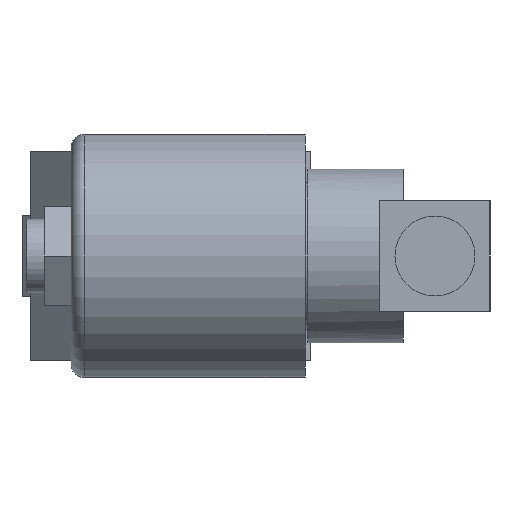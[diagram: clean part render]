
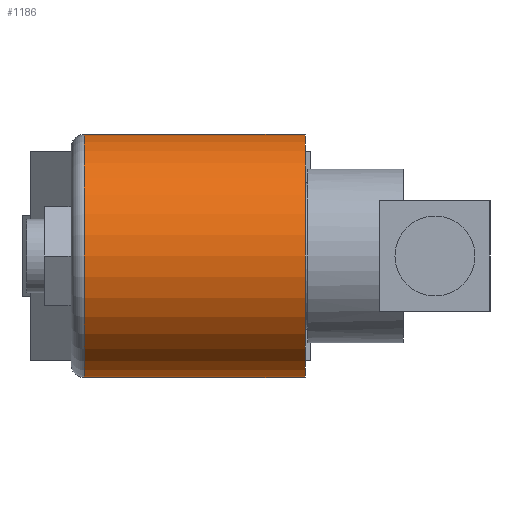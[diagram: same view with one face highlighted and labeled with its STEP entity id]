
A CAD part, left-side view. The second image highlights one B-rep face of the part: STEP entity #1186.
In plain terms, the highlighted cylindrical face has radius 21 mm (diameter 42 mm), a partial arc.
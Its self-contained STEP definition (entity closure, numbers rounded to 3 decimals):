
#152 = ORIENTED_EDGE ( 'NONE', *, *, #420, .T. ) ;
#172 = CARTESIAN_POINT ( 'NONE',  ( 0., 7.56, 0. ) ) ;
#185 = CARTESIAN_POINT ( 'NONE',  ( 0., 7.56, 21. ) ) ;
#311 = CARTESIAN_POINT ( 'NONE',  ( 0., 45.66, -21. ) ) ;
#317 = CARTESIAN_POINT ( 'NONE',  ( 0., 45.66, 0. ) ) ;
#404 = VERTEX_POINT ( 'NONE', #185 ) ;
#420 = EDGE_CURVE ( 'NONE', #1362, #404, #950, .T. ) ;
#427 = AXIS2_PLACEMENT_3D ( 'NONE', #1267, #2030, #1870 ) ;
#443 = CARTESIAN_POINT ( 'NONE',  ( 0., 47.96, -21. ) ) ;
#671 = ORIENTED_EDGE ( 'NONE', *, *, #1978, .T. ) ;
#782 = EDGE_CURVE ( 'NONE', #1642, #404, #1231, .T. ) ;
#950 = CIRCLE ( 'NONE', #1574, 21. ) ;
#1058 = DIRECTION ( 'NONE',  ( 0., 1., 0. ) ) ;
#1078 = EDGE_CURVE ( 'NONE', #1642, #2191, #2301, .T. ) ;
#1186 = ADVANCED_FACE ( 'NONE', ( #1851 ), #2010, .T. ) ;
#1231 = LINE ( 'NONE', #1789, #2395 ) ;
#1242 = ORIENTED_EDGE ( 'NONE', *, *, #1078, .T. ) ;
#1267 = CARTESIAN_POINT ( 'NONE',  ( 0., 47.96, 0. ) ) ;
#1300 = CARTESIAN_POINT ( 'NONE',  ( 0., 45.66, 21. ) ) ;
#1362 = VERTEX_POINT ( 'NONE', #1383 ) ;
#1383 = CARTESIAN_POINT ( 'NONE',  ( 0., 7.56, -21. ) ) ;
#1574 = AXIS2_PLACEMENT_3D ( 'NONE', #172, #1058, #1852 ) ;
#1587 = DIRECTION ( 'NONE',  ( 0., -1., 0. ) ) ;
#1609 = ORIENTED_EDGE ( 'NONE', *, *, #782, .F. ) ;
#1642 = VERTEX_POINT ( 'NONE', #1300 ) ;
#1756 = EDGE_LOOP ( 'NONE', ( #1609, #1242, #671, #152 ) ) ;
#1789 = CARTESIAN_POINT ( 'NONE',  ( 0., 47.96, 21. ) ) ;
#1791 = DIRECTION ( 'NONE',  ( 0., -1., 0. ) ) ;
#1851 = FACE_OUTER_BOUND ( 'NONE', #1756, .T. ) ;
#1852 = DIRECTION ( 'NONE',  ( 0., 0., 1. ) ) ;
#1870 = DIRECTION ( 'NONE',  ( 0., 0., -1. ) ) ;
#1875 = VECTOR ( 'NONE', #1587, 1000. ) ;
#1944 = DIRECTION ( 'NONE',  ( 0., 0., 1. ) ) ;
#1967 = DIRECTION ( 'NONE',  ( 0., -1., 0. ) ) ;
#1978 = EDGE_CURVE ( 'NONE', #2191, #1362, #2323, .T. ) ;
#2010 = CYLINDRICAL_SURFACE ( 'NONE', #427, 21. ) ;
#2030 = DIRECTION ( 'NONE',  ( 0., -1., 0. ) ) ;
#2104 = AXIS2_PLACEMENT_3D ( 'NONE', #317, #1791, #1944 ) ;
#2191 = VERTEX_POINT ( 'NONE', #311 ) ;
#2301 = CIRCLE ( 'NONE', #2104, 21. ) ;
#2323 = LINE ( 'NONE', #443, #1875 ) ;
#2395 = VECTOR ( 'NONE', #1967, 1000. ) ;
